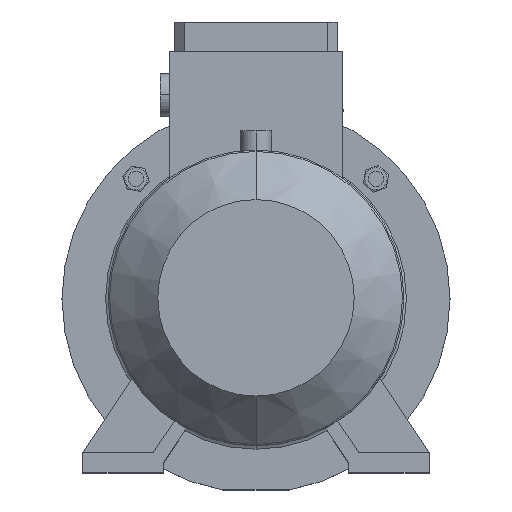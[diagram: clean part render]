
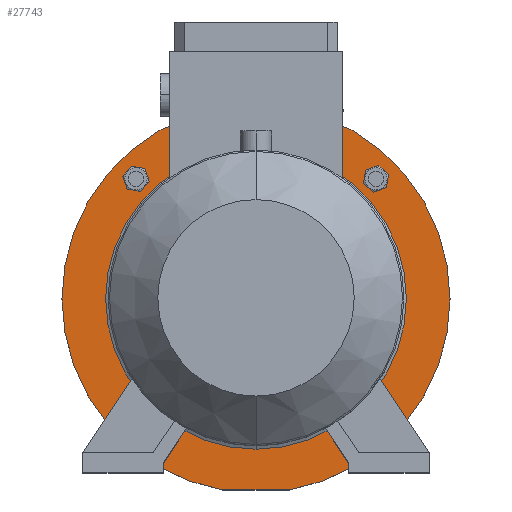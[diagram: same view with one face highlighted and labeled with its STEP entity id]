
A CAD part, top view. The second image highlights one B-rep face of the part: STEP entity #27743.
In plain terms, the highlighted planar face has unit normal (0, 0, 1).
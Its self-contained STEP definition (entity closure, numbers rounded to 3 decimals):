
#314 = VERTEX_POINT ( 'NONE', #4504 ) ;
#943 = AXIS2_PLACEMENT_3D ( 'NONE', #6615, #14607, #6806 ) ;
#2232 = EDGE_LOOP ( 'NONE', ( #40364, #7595 ) ) ;
#2346 = DIRECTION ( 'NONE',  ( 0., -1., 0. ) ) ;
#2861 = DIRECTION ( 'NONE',  ( 0., 1., 0. ) ) ;
#2931 = EDGE_CURVE ( 'NONE', #14212, #37630, #47722, .T. ) ;
#3051 = CARTESIAN_POINT ( 'NONE',  ( 34.511, -197., 236. ) ) ;
#3519 = CIRCLE ( 'NONE', #41015, 11.4 ) ;
#3565 = AXIS2_PLACEMENT_3D ( 'NONE', #29472, #13166, #45689 ) ;
#3811 = EDGE_LOOP ( 'NONE', ( #27947, #34992 ) ) ;
#4438 = EDGE_LOOP ( 'NONE', ( #49893, #18335, #16967 ) ) ;
#4504 = CARTESIAN_POINT ( 'NONE',  ( -134.97, 125.723, 236. ) ) ;
#5050 = CARTESIAN_POINT ( 'NONE',  ( 123.744, -123.744, 236. ) ) ;
#5569 = FACE_BOUND ( 'NONE', #44207, .T. ) ;
#5773 = VERTEX_POINT ( 'NONE', #34924 ) ;
#6615 = CARTESIAN_POINT ( 'NONE',  ( 123.744, -123.744, 236. ) ) ;
#6806 = DIRECTION ( 'NONE',  ( 0., -1., 0. ) ) ;
#7196 = DIRECTION ( 'NONE',  ( 0., 0., -1. ) ) ;
#7269 = CARTESIAN_POINT ( 'NONE',  ( -112.517, 121.764, 236. ) ) ;
#7595 = ORIENTED_EDGE ( 'NONE', *, *, #15895, .F. ) ;
#7881 = VERTEX_POINT ( 'NONE', #3051 ) ;
#9073 = EDGE_CURVE ( 'NONE', #38974, #14159, #12316, .T. ) ;
#9759 = CARTESIAN_POINT ( 'NONE',  ( -200., -197., 236. ) ) ;
#9866 = EDGE_CURVE ( 'NONE', #5773, #30775, #24358, .T. ) ;
#10402 = AXIS2_PLACEMENT_3D ( 'NONE', #30556, #50917, #47476 ) ;
#10420 = CIRCLE ( 'NONE', #3565, 11.4 ) ;
#10615 = DIRECTION ( 'NONE',  ( 0., 0., -1. ) ) ;
#11561 = VERTEX_POINT ( 'NONE', #40870 ) ;
#12160 = DIRECTION ( 'NONE',  ( 0., -1., 0. ) ) ;
#12316 = CIRCLE ( 'NONE', #943, 11.4 ) ;
#12515 = VERTEX_POINT ( 'NONE', #38018 ) ;
#13051 = CARTESIAN_POINT ( 'NONE',  ( 125.723, 134.97, 236. ) ) ;
#13166 = DIRECTION ( 'NONE',  ( 0., 0., 1. ) ) ;
#13362 = FACE_OUTER_BOUND ( 'NONE', #4438, .T. ) ;
#14159 = VERTEX_POINT ( 'NONE', #28971 ) ;
#14212 = VERTEX_POINT ( 'NONE', #20993 ) ;
#14391 = ORIENTED_EDGE ( 'NONE', *, *, #2931, .T. ) ;
#14607 = DIRECTION ( 'NONE',  ( 0., 0., -1. ) ) ;
#15232 = CARTESIAN_POINT ( 'NONE',  ( 0., 0., 236. ) ) ;
#15782 = CIRCLE ( 'NONE', #36451, 11.4 ) ;
#15895 = EDGE_CURVE ( 'NONE', #314, #38515, #17015, .T. ) ;
#16439 = CIRCLE ( 'NONE', #24929, 155. ) ;
#16519 = DIRECTION ( 'NONE',  ( 0., 0., 1. ) ) ;
#16647 = AXIS2_PLACEMENT_3D ( 'NONE', #24720, #28728, #41481 ) ;
#16967 = ORIENTED_EDGE ( 'NONE', *, *, #47874, .F. ) ;
#17015 = CIRCLE ( 'NONE', #16647, 11.4 ) ;
#17279 = AXIS2_PLACEMENT_3D ( 'NONE', #21613, #42554, #26846 ) ;
#18335 = ORIENTED_EDGE ( 'NONE', *, *, #50119, .F. ) ;
#18433 = EDGE_CURVE ( 'NONE', #45881, #7881, #36544, .T. ) ;
#18499 = CARTESIAN_POINT ( 'NONE',  ( 0., 0., 236. ) ) ;
#18901 = AXIS2_PLACEMENT_3D ( 'NONE', #20306, #16519, #12160 ) ;
#19338 = CARTESIAN_POINT ( 'NONE',  ( -123.744, -123.744, 236. ) ) ;
#19391 = DIRECTION ( 'NONE',  ( 0., 1., 0. ) ) ;
#20306 = CARTESIAN_POINT ( 'NONE',  ( 0., 200., 236. ) ) ;
#20425 = CARTESIAN_POINT ( 'NONE',  ( 112.517, -121.764, 236. ) ) ;
#20533 = EDGE_CURVE ( 'NONE', #37630, #14212, #3519, .T. ) ;
#20919 = EDGE_CURVE ( 'NONE', #11561, #39713, #16439, .T. ) ;
#20993 = CARTESIAN_POINT ( 'NONE',  ( 121.764, 112.517, 236. ) ) ;
#21613 = CARTESIAN_POINT ( 'NONE',  ( 0., 0., 236. ) ) ;
#21902 = CARTESIAN_POINT ( 'NONE',  ( 123.744, 123.744, 236. ) ) ;
#22230 = DIRECTION ( 'NONE',  ( 1., 0., 0. ) ) ;
#22322 = AXIS2_PLACEMENT_3D ( 'NONE', #15232, #44282, #19391 ) ;
#22666 = CARTESIAN_POINT ( 'NONE',  ( -121.764, -112.517, 236. ) ) ;
#23122 = ORIENTED_EDGE ( 'NONE', *, *, #20533, .T. ) ;
#23253 = EDGE_LOOP ( 'NONE', ( #30955, #38243 ) ) ;
#24358 = CIRCLE ( 'NONE', #10402, 11.4 ) ;
#24720 = CARTESIAN_POINT ( 'NONE',  ( -123.744, 123.744, 236. ) ) ;
#24929 = AXIS2_PLACEMENT_3D ( 'NONE', #28036, #7196, #2861 ) ;
#25649 = FACE_BOUND ( 'NONE', #2232, .T. ) ;
#25951 = EDGE_LOOP ( 'NONE', ( #14391, #23122 ) ) ;
#26592 = DIRECTION ( 'NONE',  ( 0., 0., -1. ) ) ;
#26846 = DIRECTION ( 'NONE',  ( 0., 1., 0. ) ) ;
#26982 = FACE_BOUND ( 'NONE', #3811, .T. ) ;
#27743 = ADVANCED_FACE ( 'NONE', ( #36758, #42632, #26982, #25649, #13362, #5569 ), #41378, .T. ) ;
#27947 = ORIENTED_EDGE ( 'NONE', *, *, #42616, .T. ) ;
#28036 = CARTESIAN_POINT ( 'NONE',  ( 0., 0., 236. ) ) ;
#28728 = DIRECTION ( 'NONE',  ( 0., 0., 1. ) ) ;
#28971 = CARTESIAN_POINT ( 'NONE',  ( 134.97, -125.723, 236. ) ) ;
#29472 = CARTESIAN_POINT ( 'NONE',  ( -123.744, 123.744, 236. ) ) ;
#30092 = CIRCLE ( 'NONE', #22322, 200. ) ;
#30291 = DIRECTION ( 'NONE',  ( 0., -1., 0. ) ) ;
#30556 = CARTESIAN_POINT ( 'NONE',  ( -123.744, -123.744, 236. ) ) ;
#30775 = VERTEX_POINT ( 'NONE', #22666 ) ;
#30891 = CARTESIAN_POINT ( 'NONE',  ( 123.744, 123.744, 236. ) ) ;
#30955 = ORIENTED_EDGE ( 'NONE', *, *, #9073, .T. ) ;
#31073 = DIRECTION ( 'NONE',  ( 0., 0., -1. ) ) ;
#31179 = CIRCLE ( 'NONE', #45797, 155. ) ;
#32189 = CIRCLE ( 'NONE', #17279, 200. ) ;
#32769 = CIRCLE ( 'NONE', #47245, 11.4 ) ;
#33872 = EDGE_CURVE ( 'NONE', #38515, #314, #10420, .T. ) ;
#33973 = CARTESIAN_POINT ( 'NONE',  ( -34.511, -197., 236. ) ) ;
#34644 = DIRECTION ( 'NONE',  ( 0., 1., 0. ) ) ;
#34669 = DIRECTION ( 'NONE',  ( 0., 0., -1. ) ) ;
#34924 = CARTESIAN_POINT ( 'NONE',  ( -125.723, -134.97, 236. ) ) ;
#34992 = ORIENTED_EDGE ( 'NONE', *, *, #9866, .T. ) ;
#36451 = AXIS2_PLACEMENT_3D ( 'NONE', #5050, #52108, #2346 ) ;
#36544 = LINE ( 'NONE', #9759, #52831 ) ;
#36758 = FACE_BOUND ( 'NONE', #25951, .T. ) ;
#37630 = VERTEX_POINT ( 'NONE', #13051 ) ;
#38018 = CARTESIAN_POINT ( 'NONE',  ( 0., 200., 236. ) ) ;
#38243 = ORIENTED_EDGE ( 'NONE', *, *, #50696, .T. ) ;
#38515 = VERTEX_POINT ( 'NONE', #7269 ) ;
#38974 = VERTEX_POINT ( 'NONE', #20425 ) ;
#39685 = DIRECTION ( 'NONE',  ( 0., -1., 0. ) ) ;
#39713 = VERTEX_POINT ( 'NONE', #46978 ) ;
#40364 = ORIENTED_EDGE ( 'NONE', *, *, #33872, .F. ) ;
#40870 = CARTESIAN_POINT ( 'NONE',  ( 0., 155., 236. ) ) ;
#41015 = AXIS2_PLACEMENT_3D ( 'NONE', #21902, #34669, #30291 ) ;
#41378 = PLANE ( 'NONE',  #18901 ) ;
#41481 = DIRECTION ( 'NONE',  ( 0., -1., 0. ) ) ;
#42130 = EDGE_CURVE ( 'NONE', #39713, #11561, #31179, .T. ) ;
#42554 = DIRECTION ( 'NONE',  ( 0., 0., -1. ) ) ;
#42616 = EDGE_CURVE ( 'NONE', #30775, #5773, #32769, .T. ) ;
#42632 = FACE_BOUND ( 'NONE', #23253, .T. ) ;
#44098 = ORIENTED_EDGE ( 'NONE', *, *, #20919, .T. ) ;
#44207 = EDGE_LOOP ( 'NONE', ( #44098, #49429 ) ) ;
#44282 = DIRECTION ( 'NONE',  ( 0., 0., -1. ) ) ;
#45689 = DIRECTION ( 'NONE',  ( 0., -1., 0. ) ) ;
#45797 = AXIS2_PLACEMENT_3D ( 'NONE', #18499, #26592, #34644 ) ;
#45881 = VERTEX_POINT ( 'NONE', #33973 ) ;
#46978 = CARTESIAN_POINT ( 'NONE',  ( 0., -155., 236. ) ) ;
#47245 = AXIS2_PLACEMENT_3D ( 'NONE', #19338, #10615, #39685 ) ;
#47476 = DIRECTION ( 'NONE',  ( 0., -1., 0. ) ) ;
#47722 = CIRCLE ( 'NONE', #51384, 11.4 ) ;
#47874 = EDGE_CURVE ( 'NONE', #45881, #12515, #30092, .T. ) ;
#49429 = ORIENTED_EDGE ( 'NONE', *, *, #42130, .T. ) ;
#49893 = ORIENTED_EDGE ( 'NONE', *, *, #18433, .T. ) ;
#50119 = EDGE_CURVE ( 'NONE', #12515, #7881, #32189, .T. ) ;
#50696 = EDGE_CURVE ( 'NONE', #14159, #38974, #15782, .T. ) ;
#50917 = DIRECTION ( 'NONE',  ( 0., 0., -1. ) ) ;
#51384 = AXIS2_PLACEMENT_3D ( 'NONE', #30891, #31073, #52163 ) ;
#52108 = DIRECTION ( 'NONE',  ( 0., 0., -1. ) ) ;
#52163 = DIRECTION ( 'NONE',  ( 0., -1., 0. ) ) ;
#52831 = VECTOR ( 'NONE', #22230, 1000. ) ;
